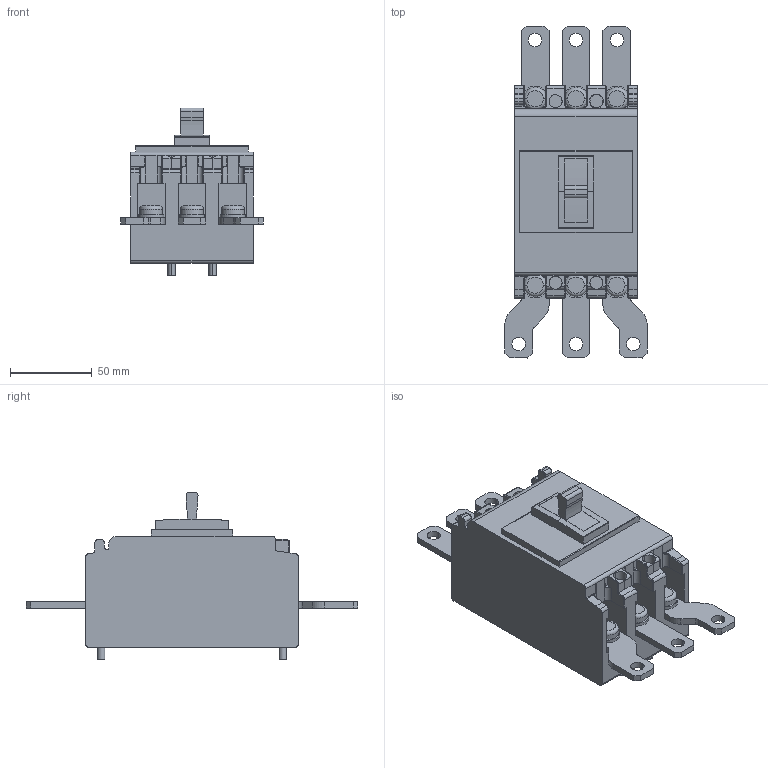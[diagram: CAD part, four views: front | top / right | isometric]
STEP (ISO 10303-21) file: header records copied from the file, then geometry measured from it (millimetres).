
FILE_DESCRIPTION(('CoCreate Modeling STEP Export'),'2;1');
FILE_NAME('Ｓ１２５ＳＦ３ＦＢ.stp','2014-03-31T 8:02:56',(''),(''),'CoCreate Modeling STEP processor for AP214 (Solid Model)','CoCreate Modeling 17.0 01-Apr-2010 (C) Parametric Technology GmbH','');
FILE_SCHEMA(('AUTOMOTIVE_DESIGN { 1 0 10303 214 1 1 1 1 }'));
Length unit declared in the file: millimetre
Products named in the file (10): P2.2; P1; P3.4; P3.5; P3.1; P3.2; P3.3; P3; P4.5; Ｓ１２５ＳＦ３ＦＢ
Assembly tree (17 placements, depth 2):
  Ｓ１２５ＳＦ３ＦＢ
    P4.5  x6
    P3
    P3.3
    P3.2
    P3.1
    P3.5
    P3.4
    P2.2  x4
    P1
Bounding box: 87 x 203 x 102.7 mm (x, y, z)
Volume: 629465.8 mm3; surface area: 90407.2 mm2
Topology: 17 solids, 17 shells, 459 faces, 1113 edges, 714 vertices
Faces by surface type: plane 207, cylinder 196, bspline 32, torus 24
Entity records: 19209 total; most frequent: CARTESIAN_POINT 10419, ORIENTED_EDGE 1934, DIRECTION 1516, EDGE_CURVE 967, VERTEX_POINT 620, VECTOR 516, LINE 516, AXIS2_PLACEMENT_3D 500
